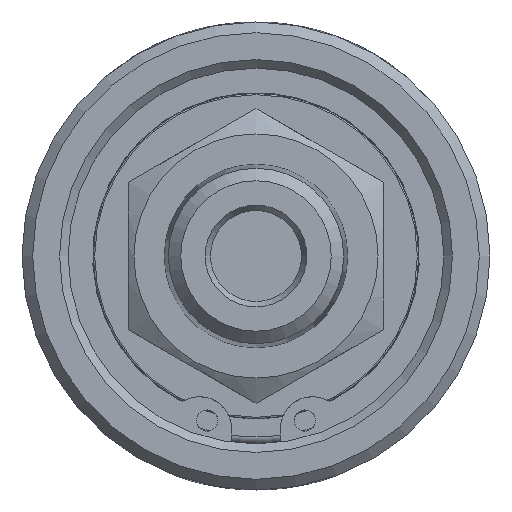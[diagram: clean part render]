
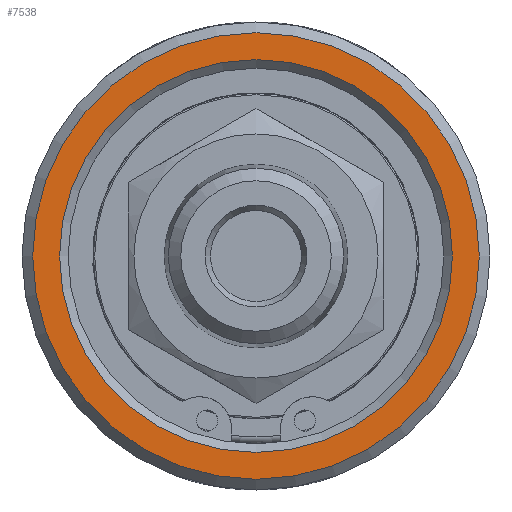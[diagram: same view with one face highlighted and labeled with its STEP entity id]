
A CAD part, left-side view. The second image highlights one B-rep face of the part: STEP entity #7538.
In plain terms, the highlighted planar face has unit normal (-1, 0, 0).
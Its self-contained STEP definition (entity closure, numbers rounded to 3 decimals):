
#1597=FACE_BOUND('',#2484,.T.);
#2011=FACE_OUTER_BOUND('',#2483,.T.);
#2483=EDGE_LOOP('',(#6866));
#2484=EDGE_LOOP('',(#6867));
#2741=CIRCLE('',#8305,18.34);
#2744=CIRCLE('',#8310,20.85);
#3502=VERTEX_POINT('',#17133);
#3505=VERTEX_POINT('',#17143);
#4626=EDGE_CURVE('',#3502,#3502,#2741,.T.);
#4630=EDGE_CURVE('',#3505,#3505,#2744,.T.);
#6866=ORIENTED_EDGE('',*,*,#4630,.F.);
#6867=ORIENTED_EDGE('',*,*,#4626,.F.);
#7123=PLANE('',#8309);
#7538=ADVANCED_FACE('',(#2011,#1597),#7123,.T.);
#8305=AXIS2_PLACEMENT_3D('',#17135,#10198,#10199);
#8309=AXIS2_PLACEMENT_3D('',#17142,#10207,#10208);
#8310=AXIS2_PLACEMENT_3D('',#17144,#10209,#10210);
#10198=DIRECTION('center_axis',(-1.,0.,0.));
#10199=DIRECTION('ref_axis',(0.,0.,-1.));
#10207=DIRECTION('center_axis',(-1.,0.,0.));
#10208=DIRECTION('ref_axis',(0.,0.,1.));
#10209=DIRECTION('center_axis',(1.,0.,0.));
#10210=DIRECTION('ref_axis',(0.,-1.,0.));
#17133=CARTESIAN_POINT('',(25.79,0.,18.34));
#17135=CARTESIAN_POINT('Origin',(25.79,0.,0.));
#17142=CARTESIAN_POINT('Origin',(25.79,0.,0.));
#17143=CARTESIAN_POINT('',(25.79,20.85,0.));
#17144=CARTESIAN_POINT('Origin',(25.79,0.,0.));
